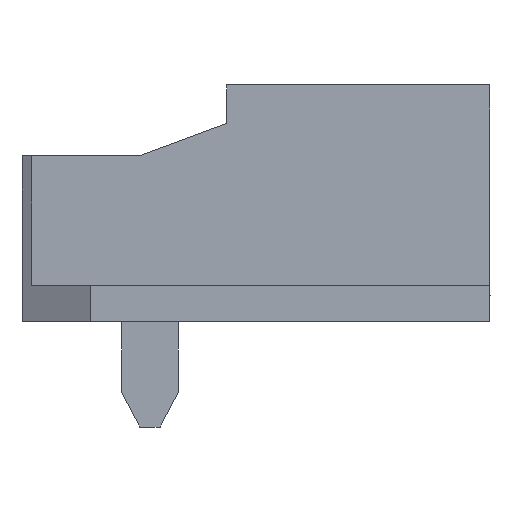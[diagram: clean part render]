
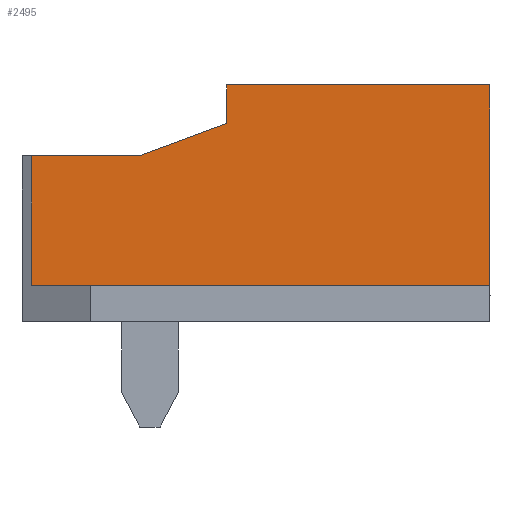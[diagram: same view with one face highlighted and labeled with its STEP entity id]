
A CAD part, left-side view. The second image highlights one B-rep face of the part: STEP entity #2495.
In plain terms, the highlighted planar face has unit normal (-1, 0, 0).
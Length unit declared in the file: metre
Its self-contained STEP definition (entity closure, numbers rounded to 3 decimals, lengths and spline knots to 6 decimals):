
#2325 = EDGE_CURVE( '', #5390, #5391, #5392, .T. );
#2347 = EDGE_CURVE( '', #5420, #5421, #5422, .T. );
#2465 = EDGE_CURVE( '', #5576, #5424, #5577, .T. );
#2495 = ADVANCED_FACE( '', ( #5615 ), #5616, .F. );
#2949 = EDGE_CURVE( '', #5424, #5390, #6195, .T. );
#3007 = EDGE_CURVE( '', #4076, #5420, #6266, .T. );
#3169 = EDGE_CURVE( '', #5391, #4076, #6456, .T. );
#3579 = EDGE_CURVE( '', #5421, #5576, #6918, .T. );
#4076 = VERTEX_POINT( '', #7566 );
#5390 = VERTEX_POINT( '', #9520 );
#5391 = VERTEX_POINT( '', #9521 );
#5392 = LINE( '', #9522, #9523 );
#5420 = VERTEX_POINT( '', #9570 );
#5421 = VERTEX_POINT( '', #9571 );
#5422 = LINE( '', #9572, #9573 );
#5424 = VERTEX_POINT( '', #9576 );
#5576 = VERTEX_POINT( '', #9806 );
#5577 = LINE( '', #9807, #9808 );
#5615 = FACE_OUTER_BOUND( '', #9870, .T. );
#5616 = PLANE( '', #9871 );
#6195 = LINE( '', #10748, #10749 );
#6266 = LINE( '', #10856, #10857 );
#6456 = LINE( '', #11166, #11167 );
#6918 = LINE( '', #11928, #11929 );
#7566 = CARTESIAN_POINT( '', ( -0.00791, 0.000768, 0.005857 ) );
#9520 = CARTESIAN_POINT( '', ( -0.00791, 0.002928, 0.004107 ) );
#9521 = CARTESIAN_POINT( '', ( -0.00791, 0.000768, 0.004907 ) );
#9522 = CARTESIAN_POINT( '', ( -0.00791, 0.002928, 0.004107 ) );
#9523 = VECTOR( '', #13803, 1. );
#9570 = CARTESIAN_POINT( '', ( -0.00791, -0.005732, 0.005857 ) );
#9571 = CARTESIAN_POINT( '', ( -0.00791, -0.005732, 0.000907 ) );
#9572 = CARTESIAN_POINT( '', ( -0.00791, -0.005732, 0.005857 ) );
#9573 = VECTOR( '', #13821, 1. );
#9576 = CARTESIAN_POINT( '', ( -0.00791, 0.00559, 0.004107 ) );
#9806 = CARTESIAN_POINT( '', ( -0.00791, 0.00559, 0.000907 ) );
#9807 = CARTESIAN_POINT( '', ( -0.00791, 0.00559, 0.000907 ) );
#9808 = VECTOR( '', #14025, 1. );
#9870 = EDGE_LOOP( '', ( #14055, #14056, #14057, #14058, #14059, #14060, #14061 ) );
#9871 = AXIS2_PLACEMENT_3D( '', #14062, #14063, #14064 );
#10748 = CARTESIAN_POINT( '', ( -0.00791, -0.005732, 0.004107 ) );
#10749 = VECTOR( '', #14972, 1. );
#10856 = CARTESIAN_POINT( '', ( -0.00791, 0.000768, 0.005857 ) );
#10857 = VECTOR( '', #15081, 1. );
#11166 = CARTESIAN_POINT( '', ( -0.00791, 0.000768, 0.000907 ) );
#11167 = VECTOR( '', #15328, 1. );
#11928 = CARTESIAN_POINT( '', ( -0.00791, -0.005732, 0.000907 ) );
#11929 = VECTOR( '', #16008, 1. );
#13803 = DIRECTION( '', ( 0., -0.938, 0.347 ) );
#13821 = DIRECTION( '', ( 0., 0., -1. ) );
#14025 = DIRECTION( '', ( 0., 0., 1. ) );
#14055 = ORIENTED_EDGE( '', *, *, #3007, .F. );
#14056 = ORIENTED_EDGE( '', *, *, #3169, .F. );
#14057 = ORIENTED_EDGE( '', *, *, #2325, .F. );
#14058 = ORIENTED_EDGE( '', *, *, #2949, .F. );
#14059 = ORIENTED_EDGE( '', *, *, #2465, .F. );
#14060 = ORIENTED_EDGE( '', *, *, #3579, .F. );
#14061 = ORIENTED_EDGE( '', *, *, #2347, .F. );
#14062 = CARTESIAN_POINT( '', ( -0.00791, -0.005732, 0.000907 ) );
#14063 = DIRECTION( '', ( 1., 0., 0. ) );
#14064 = DIRECTION( '', ( 0., 1., 0. ) );
#14972 = DIRECTION( '', ( 0., -1., 0. ) );
#15081 = DIRECTION( '', ( 0., -1., 0. ) );
#15328 = DIRECTION( '', ( 0., 0., 1. ) );
#16008 = DIRECTION( '', ( 0., 1., 0. ) );
